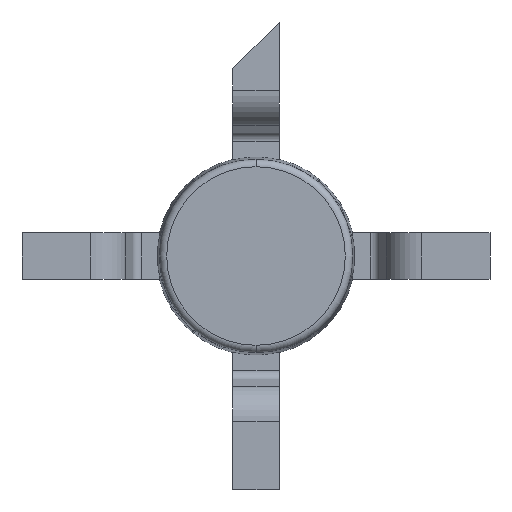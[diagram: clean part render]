
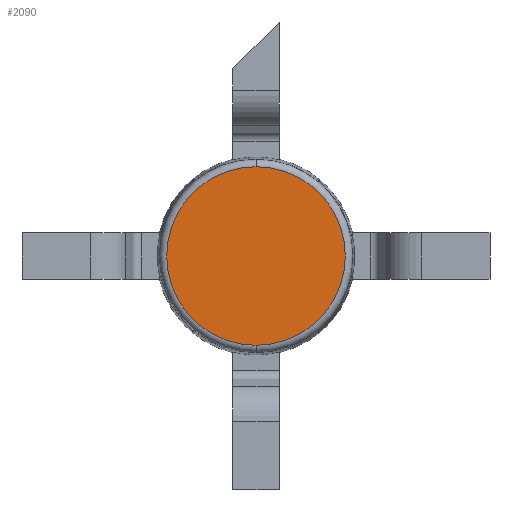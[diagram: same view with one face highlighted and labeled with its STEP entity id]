
A CAD part, front view. The second image highlights one B-rep face of the part: STEP entity #2090.
In plain terms, the highlighted planar face has unit normal (0, -1, 0).
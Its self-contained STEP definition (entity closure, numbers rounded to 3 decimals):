
#20 = CARTESIAN_POINT ( 'NONE',  ( 0., -0.66, 0. ) ) ;
#42 = DIRECTION ( 'NONE',  ( 0., 0., 1. ) ) ;
#498 = CARTESIAN_POINT ( 'NONE',  ( 0., -0.66, 0. ) ) ;
#514 = EDGE_CURVE ( 'NONE', #593, #2134, #1393, .T. ) ;
#593 = VERTEX_POINT ( 'NONE', #908 ) ;
#659 = DIRECTION ( 'NONE',  ( 0., 0., 1. ) ) ;
#898 = DIRECTION ( 'NONE',  ( 0., 0., 1. ) ) ;
#908 = CARTESIAN_POINT ( 'NONE',  ( 0., -0.66, -0.969 ) ) ;
#1015 = ORIENTED_EDGE ( 'NONE', *, *, #1650, .T. ) ;
#1083 = DIRECTION ( 'NONE',  ( 0., 1., 0. ) ) ;
#1253 = CIRCLE ( 'NONE', #1975, 0.969 ) ;
#1275 = FACE_OUTER_BOUND ( 'NONE', #2175, .T. ) ;
#1393 = CIRCLE ( 'NONE', #1553, 0.969 ) ;
#1553 = AXIS2_PLACEMENT_3D ( 'NONE', #20, #2087, #898 ) ;
#1604 = ORIENTED_EDGE ( 'NONE', *, *, #514, .T. ) ;
#1650 = EDGE_CURVE ( 'NONE', #2134, #593, #1253, .T. ) ;
#1682 = DIRECTION ( 'NONE',  ( 0., -1., 0. ) ) ;
#1747 = PLANE ( 'NONE',  #2002 ) ;
#1975 = AXIS2_PLACEMENT_3D ( 'NONE', #498, #1682, #659 ) ;
#2002 = AXIS2_PLACEMENT_3D ( 'NONE', #2101, #1083, #42 ) ;
#2087 = DIRECTION ( 'NONE',  ( 0., -1., 0. ) ) ;
#2090 = ADVANCED_FACE ( 'NONE', ( #1275 ), #1747, .F. ) ;
#2101 = CARTESIAN_POINT ( 'NONE',  ( 0., -0.66, 0. ) ) ;
#2125 = CARTESIAN_POINT ( 'NONE',  ( 0., -0.66, 0.969 ) ) ;
#2134 = VERTEX_POINT ( 'NONE', #2125 ) ;
#2175 = EDGE_LOOP ( 'NONE', ( #1015, #1604 ) ) ;
